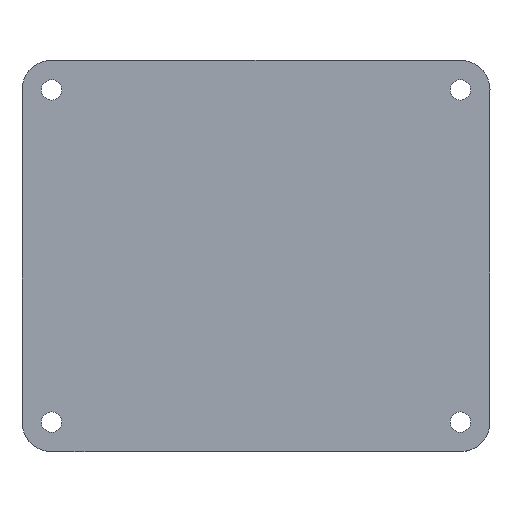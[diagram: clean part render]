
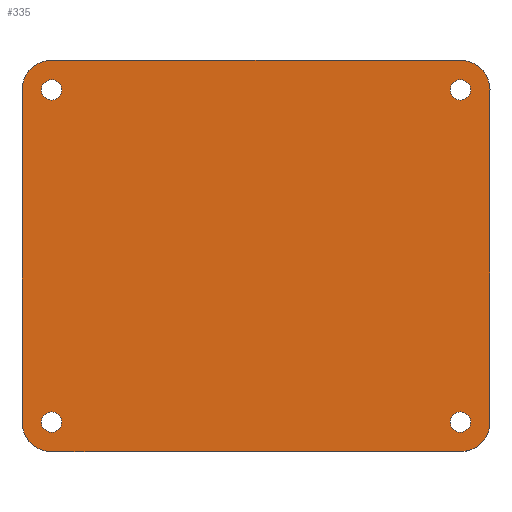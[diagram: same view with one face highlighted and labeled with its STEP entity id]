
A CAD part, top view. The second image highlights one B-rep face of the part: STEP entity #335.
In plain terms, the highlighted planar face has unit normal (0, 0, 1).
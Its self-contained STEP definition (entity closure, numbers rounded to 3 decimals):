
#19=FACE_BOUND('',#69,.T.);
#20=FACE_BOUND('',#70,.T.);
#21=FACE_BOUND('',#71,.T.);
#22=FACE_BOUND('',#72,.T.);
#30=PLANE('',#384);
#47=FACE_OUTER_BOUND('',#68,.T.);
#68=EDGE_LOOP('',(#295,#296,#297,#298,#299,#300,#301,#302,#303,#304,#305));
#69=EDGE_LOOP('',(#306));
#70=EDGE_LOOP('',(#307));
#71=EDGE_LOOP('',(#308));
#72=EDGE_LOOP('',(#309));
#77=LINE('',#512,#104);
#81=LINE('',#520,#108);
#86=LINE('',#538,#113);
#90=LINE('',#550,#117);
#94=LINE('',#562,#121);
#98=LINE('',#573,#125);
#104=VECTOR('',#417,10.);
#108=VECTOR('',#423,10.);
#113=VECTOR('',#442,10.);
#117=VECTOR('',#454,10.);
#121=VECTOR('',#466,10.);
#125=VECTOR('',#478,10.);
#128=CIRCLE('',#352,1.723);
#130=CIRCLE('',#355,1.723);
#132=CIRCLE('',#358,1.723);
#134=CIRCLE('',#361,1.722);
#135=CIRCLE('',#365,5.);
#137=CIRCLE('',#368,5.);
#139=CIRCLE('',#372,5.);
#141=CIRCLE('',#376,5.);
#143=CIRCLE('',#380,5.);
#146=VERTEX_POINT('',#488);
#148=VERTEX_POINT('',#494);
#150=VERTEX_POINT('',#500);
#152=VERTEX_POINT('',#506);
#153=VERTEX_POINT('',#510);
#154=VERTEX_POINT('',#511);
#157=VERTEX_POINT('',#519);
#159=VERTEX_POINT('',#525);
#161=VERTEX_POINT('',#531);
#163=VERTEX_POINT('',#537);
#165=VERTEX_POINT('',#543);
#167=VERTEX_POINT('',#549);
#169=VERTEX_POINT('',#555);
#171=VERTEX_POINT('',#561);
#173=VERTEX_POINT('',#567);
#177=EDGE_CURVE('',#146,#146,#128,.T.);
#180=EDGE_CURVE('',#148,#148,#130,.T.);
#183=EDGE_CURVE('',#150,#150,#132,.T.);
#186=EDGE_CURVE('',#152,#152,#134,.T.);
#187=EDGE_CURVE('',#153,#154,#77,.T.);
#191=EDGE_CURVE('',#153,#157,#81,.T.);
#194=EDGE_CURVE('',#159,#157,#135,.T.);
#197=EDGE_CURVE('',#161,#159,#137,.T.);
#200=EDGE_CURVE('',#163,#161,#86,.T.);
#203=EDGE_CURVE('',#165,#163,#139,.T.);
#206=EDGE_CURVE('',#165,#167,#90,.T.);
#209=EDGE_CURVE('',#169,#167,#141,.T.);
#212=EDGE_CURVE('',#169,#171,#94,.T.);
#215=EDGE_CURVE('',#173,#171,#143,.T.);
#218=EDGE_CURVE('',#154,#173,#98,.T.);
#295=ORIENTED_EDGE('',*,*,#218,.F.);
#296=ORIENTED_EDGE('',*,*,#187,.F.);
#297=ORIENTED_EDGE('',*,*,#191,.T.);
#298=ORIENTED_EDGE('',*,*,#194,.F.);
#299=ORIENTED_EDGE('',*,*,#197,.F.);
#300=ORIENTED_EDGE('',*,*,#200,.F.);
#301=ORIENTED_EDGE('',*,*,#203,.F.);
#302=ORIENTED_EDGE('',*,*,#206,.T.);
#303=ORIENTED_EDGE('',*,*,#209,.F.);
#304=ORIENTED_EDGE('',*,*,#212,.T.);
#305=ORIENTED_EDGE('',*,*,#215,.F.);
#306=ORIENTED_EDGE('',*,*,#186,.T.);
#307=ORIENTED_EDGE('',*,*,#183,.T.);
#308=ORIENTED_EDGE('',*,*,#180,.T.);
#309=ORIENTED_EDGE('',*,*,#177,.T.);
#335=ADVANCED_FACE('',(#47,#19,#20,#21,#22),#30,.F.);
#352=AXIS2_PLACEMENT_3D('',#490,#392,#393);
#355=AXIS2_PLACEMENT_3D('',#496,#399,#400);
#358=AXIS2_PLACEMENT_3D('',#502,#406,#407);
#361=AXIS2_PLACEMENT_3D('',#508,#413,#414);
#365=AXIS2_PLACEMENT_3D('',#526,#428,#429);
#368=AXIS2_PLACEMENT_3D('',#532,#435,#436);
#372=AXIS2_PLACEMENT_3D('',#544,#447,#448);
#376=AXIS2_PLACEMENT_3D('',#556,#459,#460);
#380=AXIS2_PLACEMENT_3D('',#568,#471,#472);
#384=AXIS2_PLACEMENT_3D('',#576,#482,#483);
#392=DIRECTION('center_axis',(0.,0.,-1.));
#393=DIRECTION('ref_axis',(1.,0.,0.));
#399=DIRECTION('center_axis',(0.,0.,-1.));
#400=DIRECTION('ref_axis',(1.,0.,0.));
#406=DIRECTION('center_axis',(0.,0.,-1.));
#407=DIRECTION('ref_axis',(1.,0.,0.));
#413=DIRECTION('center_axis',(0.,0.,-1.));
#414=DIRECTION('ref_axis',(1.,0.,0.));
#417=DIRECTION('',(-1.,0.,0.));
#423=DIRECTION('',(1.,0.,0.));
#428=DIRECTION('center_axis',(0.,0.,-1.));
#429=DIRECTION('ref_axis',(1.,0.,0.));
#435=DIRECTION('center_axis',(0.,0.,-1.));
#436=DIRECTION('ref_axis',(1.,0.,0.));
#442=DIRECTION('',(0.,-1.,0.));
#447=DIRECTION('center_axis',(0.,0.,-1.));
#448=DIRECTION('ref_axis',(0.,1.,0.));
#454=DIRECTION('',(-1.,0.,0.));
#459=DIRECTION('center_axis',(0.,0.,-1.));
#460=DIRECTION('ref_axis',(-1.,0.,0.));
#466=DIRECTION('',(0.,-1.,0.));
#471=DIRECTION('center_axis',(0.,0.,-1.));
#472=DIRECTION('ref_axis',(0.,-1.,0.));
#478=DIRECTION('',(-1.,0.,0.));
#482=DIRECTION('center_axis',(0.,0.,-1.));
#483=DIRECTION('ref_axis',(1.,0.,0.));
#488=CARTESIAN_POINT('',(203.508,-120.063,-3.3));
#490=CARTESIAN_POINT('Origin',(205.231,-120.063,-3.3));
#494=CARTESIAN_POINT('',(134.353,-63.865,-3.3));
#496=CARTESIAN_POINT('Origin',(136.075,-63.865,-3.3));
#500=CARTESIAN_POINT('',(134.353,-120.061,-3.3));
#502=CARTESIAN_POINT('Origin',(136.075,-120.061,-3.3));
#506=CARTESIAN_POINT('',(203.509,-63.869,-3.3));
#508=CARTESIAN_POINT('Origin',(205.232,-63.869,-3.3));
#510=CARTESIAN_POINT('',(141.738,-125.061,-3.3));
#511=CARTESIAN_POINT('',(141.074,-125.061,-3.3));
#512=CARTESIAN_POINT('',(205.231,-125.063,-3.3));
#519=CARTESIAN_POINT('',(205.232,-125.061,-3.3));
#520=CARTESIAN_POINT('',(136.075,-125.061,-3.3));
#525=CARTESIAN_POINT('',(208.832,-123.532,-3.3));
#526=CARTESIAN_POINT('Origin',(205.232,-120.061,-3.3));
#531=CARTESIAN_POINT('',(210.231,-120.063,-3.3));
#532=CARTESIAN_POINT('Origin',(205.231,-120.063,-3.3));
#537=CARTESIAN_POINT('',(210.232,-63.869,-3.3));
#538=CARTESIAN_POINT('',(210.232,-63.869,-3.3));
#543=CARTESIAN_POINT('',(205.232,-58.869,-3.3));
#544=CARTESIAN_POINT('Origin',(205.232,-63.869,-3.3));
#549=CARTESIAN_POINT('',(136.075,-58.869,-3.3));
#550=CARTESIAN_POINT('',(205.232,-58.869,-3.3));
#555=CARTESIAN_POINT('',(131.075,-63.869,-3.3));
#556=CARTESIAN_POINT('Origin',(136.075,-63.869,-3.3));
#561=CARTESIAN_POINT('',(131.075,-120.061,-3.3));
#562=CARTESIAN_POINT('',(131.075,-63.869,-3.3));
#567=CARTESIAN_POINT('',(136.075,-125.061,-3.3));
#568=CARTESIAN_POINT('Origin',(136.075,-120.061,-3.3));
#573=CARTESIAN_POINT('',(141.074,-125.061,-3.3));
#576=CARTESIAN_POINT('Origin',(170.654,-91.964,-3.3));
